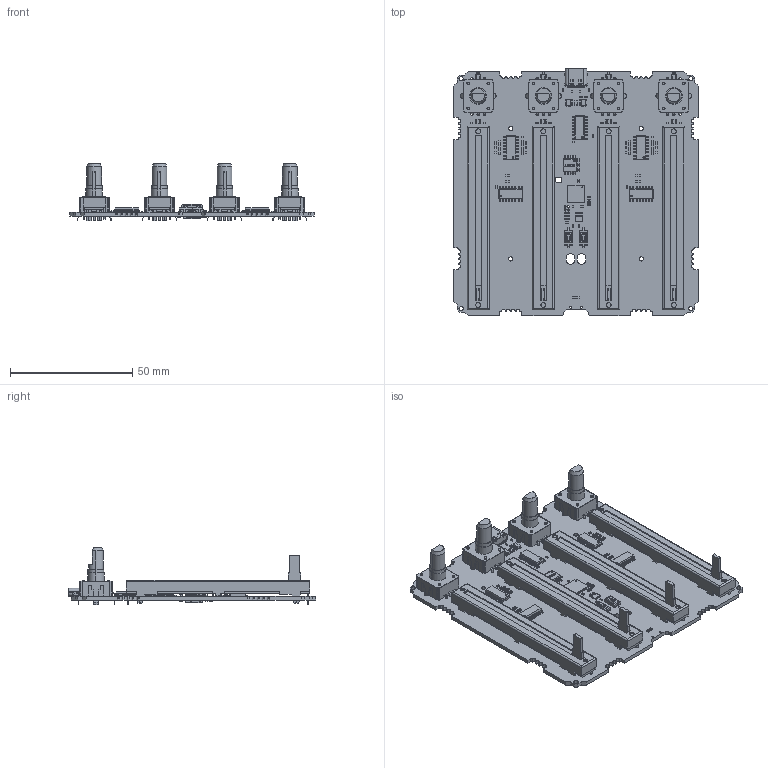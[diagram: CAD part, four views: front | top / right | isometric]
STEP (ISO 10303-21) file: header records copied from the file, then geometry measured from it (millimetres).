
FILE_DESCRIPTION(('KiCad electronic assembly'),'2;1');
FILE_NAME('PCBA-EF44-3D.step','2024-07-05T14:27:58',('Pcbnew'),('Kicad') ,'Open CASCADE STEP processor 7.6','KiCad to STEP converter','Unknown' );
FILE_SCHEMA(('AUTOMOTIVE_DESIGN { 1 0 10303 214 1 1 1 1 }'));
Length unit declared in the file: millimetre
Products named in the file (40): PCBA-EF44-3D 1; ws2812-2020; LEG003; LEG002; Body; LEG; Body001; LEG001; C_0402_1005Metric; R_0402_1005Metric; SOIC-16_3.9x9.9mm_P1.27mm; SOIC_16_39x99mm_P127mm; HRO_TYPE-C-31-M-12; ConPins; PcbPins; Mold; Frame; SOT-23-6; SOT_23_6; en12-hs22af20; EN12-HS22AF20_ASM; R_0805_2012Metric; SW_SPST_CK_RS282G05A3; ps60-10mc1BR10K; PS60-10MC1_ASM; L_0402_1005Metric; SOIC-8-1_wide; User Library-SOIC8_Wide_5mmx5mm; Crystal_SMD_Abracon_ABM8G-4Pin_3.2x2.5mm; SOT-23-5; SOT_23_5; QFN-56-1EP_7x7mm_P0.4mm_EP3.2x3.2mm; QFN_56_1EP_7x7mm_P04mm_EP32x32mm; kibot_n5i1r_ln_PCB
Assembly tree (159 placements, depth 3):
  PCBA-EF44-3D 1
    ws2812-2020  x8
      LEG003
      LEG002
      Body
      LEG
      Body001
      LEG001
    C_0402_1005Metric  x60
      C_0402_1005Metric
    R_0402_1005Metric  x42
      R_0402_1005Metric
    SOIC-16_3.9x9.9mm_P1.27mm  x5
      SOIC_16_39x99mm_P127mm
    HRO_TYPE-C-31-M-12
      ConPins
      PcbPins
      Mold
      Frame
    SOT-23-6
      SOT_23_6
    en12-hs22af20  x4
      EN12-HS22AF20_ASM
    R_0805_2012Metric  x2
      R_0805_2012Metric
    SW_SPST_CK_RS282G05A3  x2
      SW_SPST_CK_RS282G05A3
    ps60-10mc1BR10K  x4
      PS60-10MC1_ASM
    L_0402_1005Metric
      L_0402_1005Metric
    SOIC-8-1_wide
      User Library-SOIC8_Wide_5mmx5mm
    Crystal_SMD_Abracon_ABM8G-4Pin_3.2x2.5mm
      Crystal_SMD_Abracon_ABM8G-4Pin_3.2x2.5mm
    SOT-23-5
      SOT_23_5
    QFN-56-1EP_7x7mm_P0.4mm_EP3.2x3.2mm  x2
      QFN_56_1EP_7x7mm_P04mm_EP32x32mm
    kibot_n5i1r_ln_PCB
Bounding box: 100 x 101.4 x 23.6 mm (x, y, z)
Volume: 35554.2 mm3; surface area: 48625.6 mm2
Topology: 191 solids, 191 shells, 8201 faces, 21705 edges, 14092 vertices
Faces by surface type: plane 5721, cylinder 2113, bspline 299, sphere 32, torus 26, cone 10
Full cylindrical faces by diameter (mm): 0.4 x2, 0.5 x2, 0.6 x5, 0.65 x12, 0.75 x2, 1 x20, 1.3 x12, 1.7 x8, 2.2 x8
Entity records: 89000 total; most frequent: CARTESIAN_POINT 16975, ORIENTED_EDGE 13646, DIRECTION 12990, EDGE_CURVE 6823, LINE 5388, VECTOR 5388, VERTEX_POINT 4382, AXIS2_PLACEMENT_3D 3801
